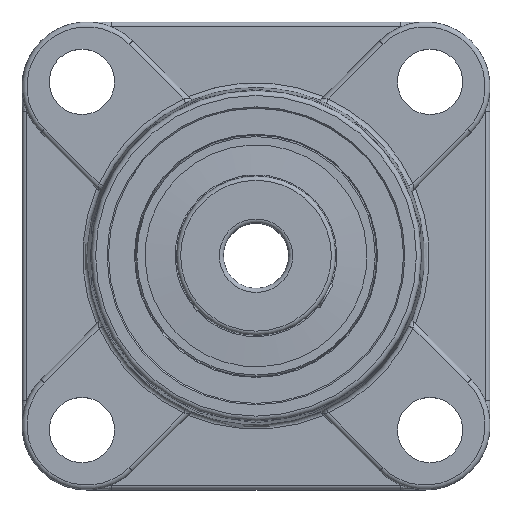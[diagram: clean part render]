
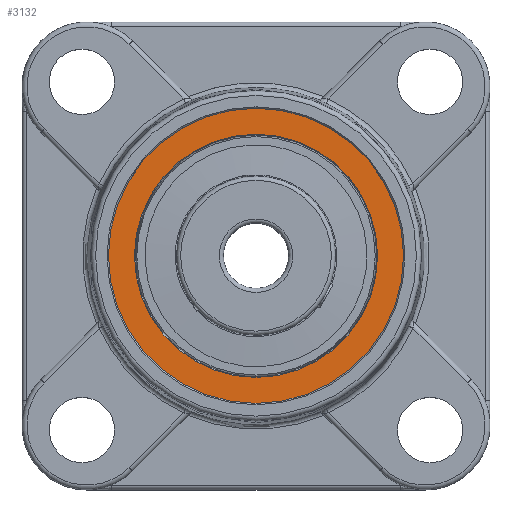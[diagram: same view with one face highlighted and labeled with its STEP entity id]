
A CAD part, top view. The second image highlights one B-rep face of the part: STEP entity #3132.
In plain terms, the highlighted planar face has unit normal (0, 0, 1).
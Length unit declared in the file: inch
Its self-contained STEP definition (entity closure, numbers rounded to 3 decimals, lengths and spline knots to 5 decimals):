
#1204=PLANE('',#3306);
#1246=VERTEX_POINT('',#3615);
#1248=VERTEX_POINT('',#3620);
#1481=CIRCLE('',#3304,0.87978);
#1483=CIRCLE('',#3307,1.06791);
#1646=EDGE_CURVE('',#1246,#1246,#1481,.T.);
#1648=EDGE_CURVE('',#1248,#1248,#1483,.T.);
#1995=ORIENTED_EDGE('',*,*,#1648,.T.);
#1996=ORIENTED_EDGE('',*,*,#1646,.F.);
#2689=EDGE_LOOP('',(#1995));
#2690=EDGE_LOOP('',(#1996));
#2907=FACE_BOUND('',#2689,.T.);
#2908=FACE_BOUND('',#2690,.T.);
#3132=ADVANCED_FACE('',(#2907,#2908),#1204,.T.);
#3304=AXIS2_PLACEMENT_3D('',#3614,#9461,#9462);
#3306=AXIS2_PLACEMENT_3D('',#3618,#9465,$);
#3307=AXIS2_PLACEMENT_3D('',#3619,#9466,#9467);
#3614=CARTESIAN_POINT('',(0.,0.,0.90551));
#3615=CARTESIAN_POINT('',(0.,0.87978,0.90551));
#3618=CARTESIAN_POINT('',(0.,0.,0.90551));
#3619=CARTESIAN_POINT('',(0.,0.,0.90551));
#3620=CARTESIAN_POINT('',(1.06791,0.,0.90551));
#9461=DIRECTION('',(0.,0.,1.));
#9462=DIRECTION('',(0.,-0.88,0.));
#9465=DIRECTION('',(0.,0.,1.));
#9466=DIRECTION('',(0.,0.,1.));
#9467=DIRECTION('',(1.068,0.,0.));
